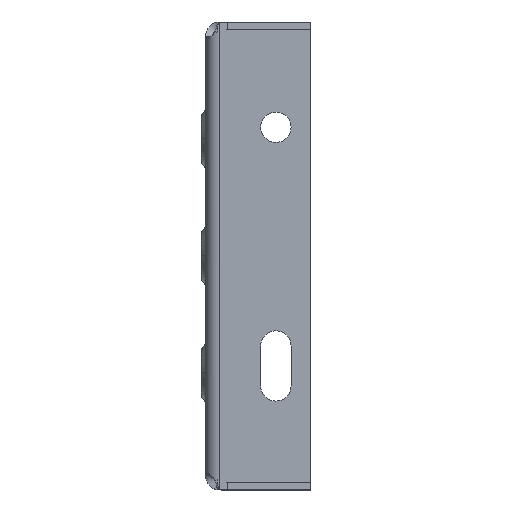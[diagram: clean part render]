
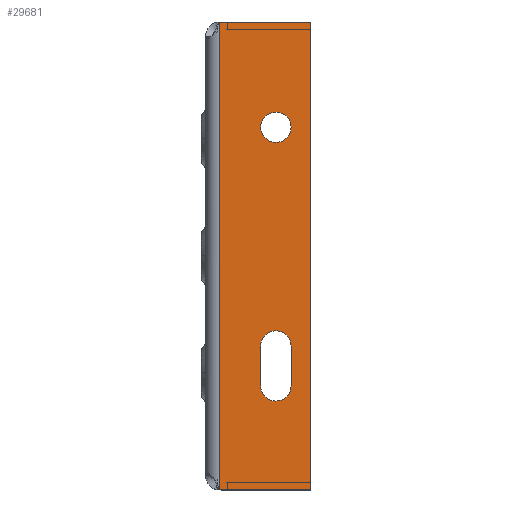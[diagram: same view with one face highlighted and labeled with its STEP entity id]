
A CAD part, left-side view. The second image highlights one B-rep face of the part: STEP entity #29681.
In plain terms, the highlighted planar face has unit normal (-1, 0, 0).
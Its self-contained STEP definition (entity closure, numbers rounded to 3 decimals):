
#556 = FACE_BOUND ( 'NONE', #11105, .T. ) ;
#559 = CARTESIAN_POINT ( 'NONE',  ( -400., -6., -99.828 ) ) ;
#676 = CARTESIAN_POINT ( 'NONE',  ( -400., -30.007, -55.5 ) ) ;
#686 = AXIS2_PLACEMENT_3D ( 'NONE', #13681, #11767, #32412 ) ;
#797 = CARTESIAN_POINT ( 'NONE',  ( -400., -45.007, -100. ) ) ;
#1262 = FACE_OUTER_BOUND ( 'NONE', #15097, .T. ) ;
#1304 = CARTESIAN_POINT ( 'NONE',  ( -400., -23.507, 55. ) ) ;
#1741 = AXIS2_PLACEMENT_3D ( 'NONE', #5775, #22541, #3804 ) ;
#1897 = EDGE_CURVE ( 'NONE', #32978, #14700, #23038, .T. ) ;
#2038 = VECTOR ( 'NONE', #27885, 1000. ) ;
#2719 = AXIS2_PLACEMENT_3D ( 'NONE', #676, #10816, #19362 ) ;
#3459 = ORIENTED_EDGE ( 'NONE', *, *, #4053, .F. ) ;
#3555 = VECTOR ( 'NONE', #32366, 1000. ) ;
#3804 = DIRECTION ( 'NONE',  ( 0., 0., -1. ) ) ;
#4053 = EDGE_CURVE ( 'NONE', #20298, #32978, #7830, .T. ) ;
#4073 = EDGE_CURVE ( 'NONE', #11171, #30138, #32460, .T. ) ;
#4131 = DIRECTION ( 'NONE',  ( 0., 0., 1. ) ) ;
#4137 = DIRECTION ( 'NONE',  ( 0., 1., 0. ) ) ;
#4560 = CIRCLE ( 'NONE', #10167, 6.5 ) ;
#4589 = ORIENTED_EDGE ( 'NONE', *, *, #14756, .T. ) ;
#5331 = CARTESIAN_POINT ( 'NONE',  ( -400., -6., 99.828 ) ) ;
#5775 = CARTESIAN_POINT ( 'NONE',  ( -400., -6.812, -98. ) ) ;
#6766 = DIRECTION ( 'NONE',  ( 1., 0., 0. ) ) ;
#7134 = VERTEX_POINT ( 'NONE', #7502 ) ;
#7493 = DIRECTION ( 'NONE',  ( 0., 1., 0. ) ) ;
#7502 = CARTESIAN_POINT ( 'NONE',  ( -400., -23.507, -55.5 ) ) ;
#7678 = ORIENTED_EDGE ( 'NONE', *, *, #13307, .F. ) ;
#7830 = LINE ( 'NONE', #31791, #29665 ) ;
#7908 = ORIENTED_EDGE ( 'NONE', *, *, #26116, .F. ) ;
#7976 = CARTESIAN_POINT ( 'NONE',  ( -400., -45.007, 100. ) ) ;
#8505 = EDGE_CURVE ( 'NONE', #19994, #7134, #17826, .T. ) ;
#8652 = EDGE_CURVE ( 'NONE', #29251, #9904, #22305, .T. ) ;
#8770 = PLANE ( 'NONE',  #29182 ) ;
#9210 = CARTESIAN_POINT ( 'NONE',  ( -400., -45.007, 140.5 ) ) ;
#9241 = CARTESIAN_POINT ( 'NONE',  ( -400., -30.007, 55. ) ) ;
#9461 = AXIS2_PLACEMENT_3D ( 'NONE', #9241, #20256, #12416 ) ;
#9904 = VERTEX_POINT ( 'NONE', #17632 ) ;
#10165 = VECTOR ( 'NONE', #20081, 1000. ) ;
#10167 = AXIS2_PLACEMENT_3D ( 'NONE', #22136, #6766, #4137 ) ;
#10206 = VERTEX_POINT ( 'NONE', #11319 ) ;
#10495 = VERTEX_POINT ( 'NONE', #7976 ) ;
#10816 = DIRECTION ( 'NONE',  ( 1., 0., 0. ) ) ;
#11105 = EDGE_LOOP ( 'NONE', ( #23343, #16467 ) ) ;
#11171 = VERTEX_POINT ( 'NONE', #31666 ) ;
#11236 = DIRECTION ( 'NONE',  ( 1., 0., 0. ) ) ;
#11319 = CARTESIAN_POINT ( 'NONE',  ( -400., -45.007, -100. ) ) ;
#11372 = LINE ( 'NONE', #17110, #3555 ) ;
#11406 = CARTESIAN_POINT ( 'NONE',  ( -400., 395.493, 0. ) ) ;
#11767 = DIRECTION ( 'NONE',  ( 1., 0., 0. ) ) ;
#11937 = DIRECTION ( 'NONE',  ( 0., 0., -1. ) ) ;
#12416 = DIRECTION ( 'NONE',  ( 0., 1., 0. ) ) ;
#13307 = EDGE_CURVE ( 'NONE', #28484, #20298, #29114, .T. ) ;
#13644 = EDGE_CURVE ( 'NONE', #9904, #29251, #4560, .T. ) ;
#13681 = CARTESIAN_POINT ( 'NONE',  ( -400., -6.812, 98. ) ) ;
#14325 = CARTESIAN_POINT ( 'NONE',  ( -400., -6.812, 100. ) ) ;
#14700 = VERTEX_POINT ( 'NONE', #14325 ) ;
#14756 = EDGE_CURVE ( 'NONE', #7134, #11171, #25344, .T. ) ;
#15097 = EDGE_LOOP ( 'NONE', ( #3459, #7678, #7908, #24906, #25732, #20199 ) ) ;
#16467 = ORIENTED_EDGE ( 'NONE', *, *, #13644, .T. ) ;
#16544 = ORIENTED_EDGE ( 'NONE', *, *, #8505, .T. ) ;
#16949 = CARTESIAN_POINT ( 'NONE',  ( -400., -36.507, -38.5 ) ) ;
#17110 = CARTESIAN_POINT ( 'NONE',  ( -400., -36.507, 0. ) ) ;
#17632 = CARTESIAN_POINT ( 'NONE',  ( -400., -36.507, 55. ) ) ;
#17826 = CIRCLE ( 'NONE', #2719, 6.5 ) ;
#18039 = EDGE_CURVE ( 'NONE', #14700, #10495, #22452, .T. ) ;
#18152 = CARTESIAN_POINT ( 'NONE',  ( -400., -30.007, -38.5 ) ) ;
#19362 = DIRECTION ( 'NONE',  ( 0., 1., 0. ) ) ;
#19809 = CARTESIAN_POINT ( 'NONE',  ( -400., -45.007, 100. ) ) ;
#19994 = VERTEX_POINT ( 'NONE', #24571 ) ;
#20081 = DIRECTION ( 'NONE',  ( 0., 0., 1. ) ) ;
#20133 = CARTESIAN_POINT ( 'NONE',  ( -400., -6.812, -100. ) ) ;
#20199 = ORIENTED_EDGE ( 'NONE', *, *, #1897, .F. ) ;
#20256 = DIRECTION ( 'NONE',  ( 1., 0., 0. ) ) ;
#20298 = VERTEX_POINT ( 'NONE', #559 ) ;
#21821 = AXIS2_PLACEMENT_3D ( 'NONE', #18152, #23892, #7493 ) ;
#22136 = CARTESIAN_POINT ( 'NONE',  ( -400., -30.007, 55. ) ) ;
#22305 = CIRCLE ( 'NONE', #9461, 6.5 ) ;
#22452 = LINE ( 'NONE', #19809, #2038 ) ;
#22541 = DIRECTION ( 'NONE',  ( 1., 0., 0. ) ) ;
#22896 = ORIENTED_EDGE ( 'NONE', *, *, #4073, .T. ) ;
#23038 = CIRCLE ( 'NONE', #686, 2. ) ;
#23343 = ORIENTED_EDGE ( 'NONE', *, *, #8652, .T. ) ;
#23892 = DIRECTION ( 'NONE',  ( 1., 0., 0. ) ) ;
#24571 = CARTESIAN_POINT ( 'NONE',  ( -400., -36.507, -55.5 ) ) ;
#24906 = ORIENTED_EDGE ( 'NONE', *, *, #33208, .T. ) ;
#25344 = LINE ( 'NONE', #28324, #10165 ) ;
#25559 = VECTOR ( 'NONE', #31060, 1000. ) ;
#25732 = ORIENTED_EDGE ( 'NONE', *, *, #18039, .F. ) ;
#26116 = EDGE_CURVE ( 'NONE', #10206, #28484, #32467, .T. ) ;
#27152 = FACE_BOUND ( 'NONE', #31728, .T. ) ;
#27885 = DIRECTION ( 'NONE',  ( 0., -1., 0. ) ) ;
#28324 = CARTESIAN_POINT ( 'NONE',  ( -400., -23.507, 0. ) ) ;
#28484 = VERTEX_POINT ( 'NONE', #20133 ) ;
#29114 = CIRCLE ( 'NONE', #1741, 2. ) ;
#29182 = AXIS2_PLACEMENT_3D ( 'NONE', #11406, #11236, #11937 ) ;
#29251 = VERTEX_POINT ( 'NONE', #1304 ) ;
#29291 = ORIENTED_EDGE ( 'NONE', *, *, #30108, .T. ) ;
#29665 = VECTOR ( 'NONE', #31115, 1000. ) ;
#29681 = ADVANCED_FACE ( 'NONE', ( #27152, #556, #1262 ), #8770, .F. ) ;
#30108 = EDGE_CURVE ( 'NONE', #30138, #19994, #11372, .T. ) ;
#30138 = VERTEX_POINT ( 'NONE', #16949 ) ;
#31060 = DIRECTION ( 'NONE',  ( 0., 1., 0. ) ) ;
#31115 = DIRECTION ( 'NONE',  ( 0., 0., 1. ) ) ;
#31666 = CARTESIAN_POINT ( 'NONE',  ( -400., -23.507, -38.5 ) ) ;
#31728 = EDGE_LOOP ( 'NONE', ( #4589, #22896, #29291, #16544 ) ) ;
#31791 = CARTESIAN_POINT ( 'NONE',  ( -400., -6., 0. ) ) ;
#32366 = DIRECTION ( 'NONE',  ( 0., 0., -1. ) ) ;
#32412 = DIRECTION ( 'NONE',  ( 0., 0., 1. ) ) ;
#32460 = CIRCLE ( 'NONE', #21821, 6.5 ) ;
#32467 = LINE ( 'NONE', #797, #25559 ) ;
#32867 = VECTOR ( 'NONE', #4131, 1000. ) ;
#32978 = VERTEX_POINT ( 'NONE', #5331 ) ;
#33189 = LINE ( 'NONE', #9210, #32867 ) ;
#33208 = EDGE_CURVE ( 'NONE', #10206, #10495, #33189, .T. ) ;
